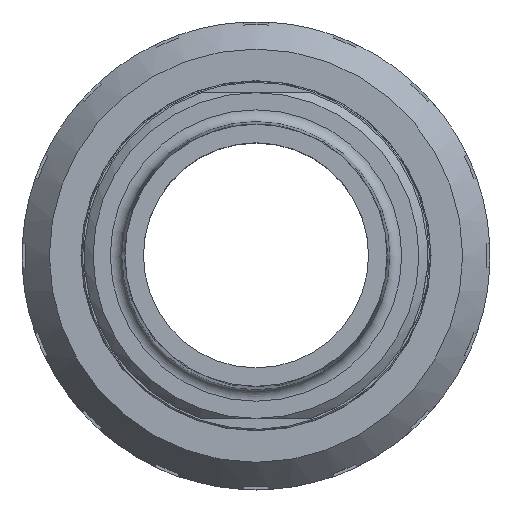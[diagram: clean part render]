
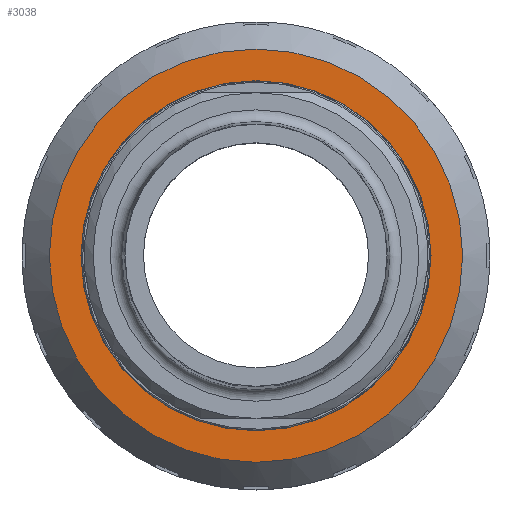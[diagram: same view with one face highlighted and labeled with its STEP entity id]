
A CAD part, top view. The second image highlights one B-rep face of the part: STEP entity #3038.
In plain terms, the highlighted face is planar.
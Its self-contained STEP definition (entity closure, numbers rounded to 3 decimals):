
#115=FACE_BOUND($,#572,.T.);
#218=PLANE($,#3377);
#375=FACE_OUTER_BOUND($,#571,.T.);
#571=EDGE_LOOP($,(#2733));
#572=EDGE_LOOP($,(#2734));
#1204=CIRCLE($,#3370,34.885);
#1207=CIRCLE($,#3378,29.55);
#1501=VERTEX_POINT($,#5251);
#1506=VERTEX_POINT($,#5270);
#1930=EDGE_CURVE($,#1501,#1501,#1204,.T.);
#1939=EDGE_CURVE($,#1506,#1506,#1207,.T.);
#2733=ORIENTED_EDGE($,*,*,#1930,.F.);
#2734=ORIENTED_EDGE($,*,*,#1939,.T.);
#3038=ADVANCED_FACE($,(#375,#115),#218,.T.);
#3370=AXIS2_PLACEMENT_3D($,#5252,#4256,#4257);
#3377=AXIS2_PLACEMENT_3D($,#5269,#4276,#4277);
#3378=AXIS2_PLACEMENT_3D($,#5271,#4278,#4279);
#4256=DIRECTION('center_axis',(0.,0.,1.));
#4257=DIRECTION('ref_axis',(0.,-1.,0.));
#4276=DIRECTION('center_axis',(0.,0.,-1.));
#4277=DIRECTION('ref_axis',(-1.,0.,0.));
#4278=DIRECTION('center_axis',(0.,0.,1.));
#4279=DIRECTION('ref_axis',(0.,-1.,0.));
#5251=CARTESIAN_POINT('',(0.,-34.885,0.));
#5252=CARTESIAN_POINT('Origin',(0.,0.,0.));
#5269=CARTESIAN_POINT('Origin',(0.,-32.217,0.));
#5270=CARTESIAN_POINT('',(0.,-29.55,0.));
#5271=CARTESIAN_POINT('Origin',(0.,0.,0.));
